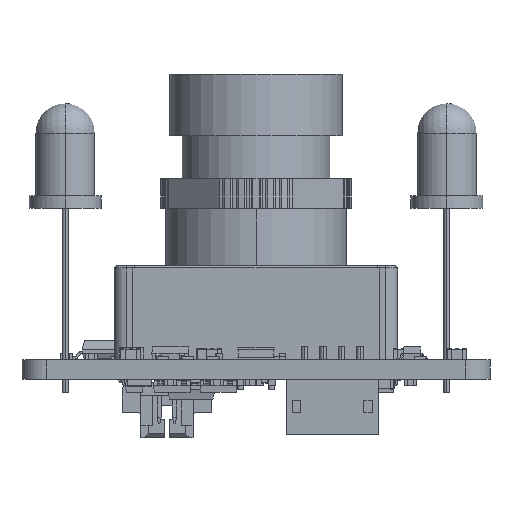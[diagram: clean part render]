
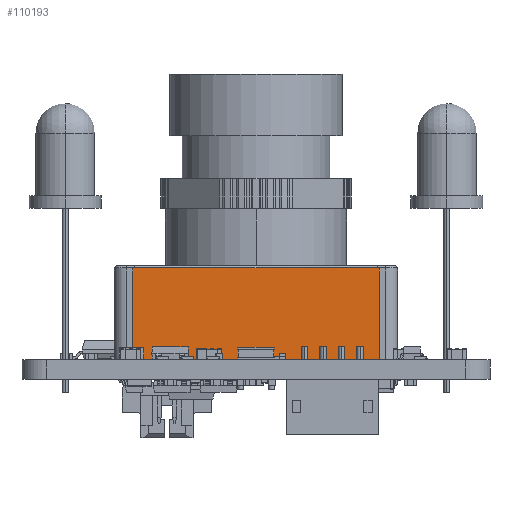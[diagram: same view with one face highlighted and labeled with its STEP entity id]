
A CAD part, front view. The second image highlights one B-rep face of the part: STEP entity #110193.
In plain terms, the highlighted face is planar.
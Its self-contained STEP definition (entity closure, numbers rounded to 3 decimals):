
#235 = VECTOR ( 'NONE', #27819, 1000. ) ;
#2077 = FACE_OUTER_BOUND ( 'NONE', #202461, .T. ) ;
#16488 = CARTESIAN_POINT ( 'NONE',  ( -10., 7.65, 10. ) ) ;
#21648 = DIRECTION ( 'NONE',  ( -1., 0., 0. ) ) ;
#27680 = CARTESIAN_POINT ( 'NONE',  ( -10., 0., 10. ) ) ;
#27819 = DIRECTION ( 'NONE',  ( 0., -1., 0. ) ) ;
#28816 = VERTEX_POINT ( 'NONE', #194969 ) ;
#35170 = PLANE ( 'NONE',  #38085 ) ;
#37173 = CARTESIAN_POINT ( 'NONE',  ( -10., 7.65, 10. ) ) ;
#38085 = AXIS2_PLACEMENT_3D ( 'NONE', #37173, #100240, #21648 ) ;
#39064 = EDGE_CURVE ( 'NONE', #165652, #28816, #41262, .T. ) ;
#41262 = LINE ( 'NONE', #90886, #235 ) ;
#42850 = CARTESIAN_POINT ( 'NONE',  ( 10., 7.45, 10. ) ) ;
#49533 = EDGE_CURVE ( 'NONE', #165652, #185290, #83627, .T. ) ;
#63735 = VECTOR ( 'NONE', #124021, 1000. ) ;
#70106 = DIRECTION ( 'NONE',  ( -1., 0., 0. ) ) ;
#81545 = CARTESIAN_POINT ( 'NONE',  ( -10., 0., 10. ) ) ;
#83627 = LINE ( 'NONE', #177501, #153831 ) ;
#90886 = CARTESIAN_POINT ( 'NONE',  ( 10., 7.65, 10. ) ) ;
#100240 = DIRECTION ( 'NONE',  ( 0., 0., -1. ) ) ;
#104231 = EDGE_CURVE ( 'NONE', #185290, #168839, #154990, .T. ) ;
#110193 = ADVANCED_FACE ( 'NONE', ( #2077 ), #35170, .F. ) ;
#124021 = DIRECTION ( 'NONE',  ( 0., -1., 0. ) ) ;
#138031 = CARTESIAN_POINT ( 'NONE',  ( -10., 7.45, 10. ) ) ;
#140395 = ORIENTED_EDGE ( 'NONE', *, *, #104231, .T. ) ;
#142062 = VECTOR ( 'NONE', #201206, 1000. ) ;
#142162 = ORIENTED_EDGE ( 'NONE', *, *, #39064, .F. ) ;
#144946 = ORIENTED_EDGE ( 'NONE', *, *, #165248, .T. ) ;
#153659 = ORIENTED_EDGE ( 'NONE', *, *, #49533, .T. ) ;
#153831 = VECTOR ( 'NONE', #70106, 1000. ) ;
#154990 = LINE ( 'NONE', #16488, #63735 ) ;
#165248 = EDGE_CURVE ( 'NONE', #168839, #28816, #166079, .T. ) ;
#165652 = VERTEX_POINT ( 'NONE', #42850 ) ;
#166079 = LINE ( 'NONE', #27680, #142062 ) ;
#168839 = VERTEX_POINT ( 'NONE', #81545 ) ;
#177501 = CARTESIAN_POINT ( 'NONE',  ( -10., 7.45, 10. ) ) ;
#185290 = VERTEX_POINT ( 'NONE', #138031 ) ;
#194969 = CARTESIAN_POINT ( 'NONE',  ( 10., 0., 10. ) ) ;
#201206 = DIRECTION ( 'NONE',  ( 1., 0., 0. ) ) ;
#202461 = EDGE_LOOP ( 'NONE', ( #142162, #153659, #140395, #144946 ) ) ;
